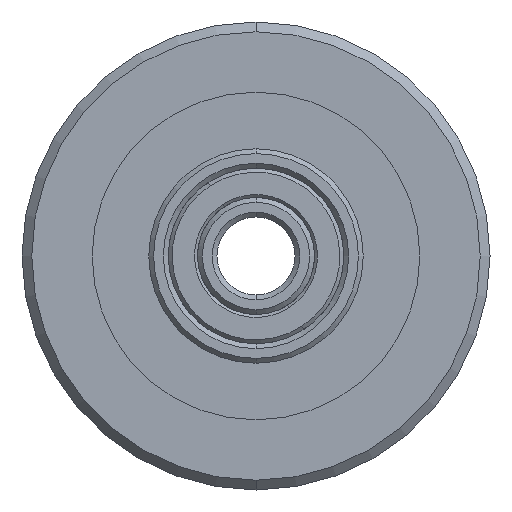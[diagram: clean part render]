
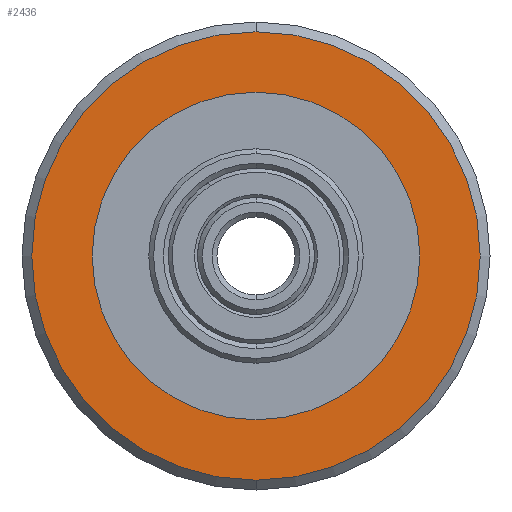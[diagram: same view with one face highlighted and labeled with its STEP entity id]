
A CAD part, front view. The second image highlights one B-rep face of the part: STEP entity #2436.
In plain terms, the highlighted planar face has unit normal (0, -1, 0).
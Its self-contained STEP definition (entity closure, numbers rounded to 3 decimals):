
#93 = VERTEX_POINT ( 'NONE', #1305 ) ;
#255 = CARTESIAN_POINT ( 'NONE',  ( 0., 4.8, 0. ) ) ;
#312 = PLANE ( 'NONE',  #399 ) ;
#354 = FACE_OUTER_BOUND ( 'NONE', #2020, .T. ) ;
#372 = VERTEX_POINT ( 'NONE', #2385 ) ;
#399 = AXIS2_PLACEMENT_3D ( 'NONE', #516, #1340, #2189 ) ;
#417 = DIRECTION ( 'NONE',  ( 0., -1., 0. ) ) ;
#441 = DIRECTION ( 'NONE',  ( 0., 0., -1. ) ) ;
#452 = CARTESIAN_POINT ( 'NONE',  ( 0., 4.8, 23. ) ) ;
#516 = CARTESIAN_POINT ( 'NONE',  ( 16.8, 4.8, 0. ) ) ;
#575 = DIRECTION ( 'NONE',  ( 0., 0., -1. ) ) ;
#625 = EDGE_CURVE ( 'NONE', #2309, #372, #1996, .T. ) ;
#632 = CIRCLE ( 'NONE', #1220, 23. ) ;
#669 = DIRECTION ( 'NONE',  ( 0., -1., 0. ) ) ;
#688 = DIRECTION ( 'NONE',  ( 0., -1., 0. ) ) ;
#696 = DIRECTION ( 'NONE',  ( 0., 0., -1. ) ) ;
#715 = EDGE_CURVE ( 'NONE', #736, #93, #632, .T. ) ;
#736 = VERTEX_POINT ( 'NONE', #452 ) ;
#752 = DIRECTION ( 'NONE',  ( 0., -1., 0. ) ) ;
#1072 = AXIS2_PLACEMENT_3D ( 'NONE', #1106, #688, #696 ) ;
#1106 = CARTESIAN_POINT ( 'NONE',  ( 0., 4.8, 0. ) ) ;
#1220 = AXIS2_PLACEMENT_3D ( 'NONE', #255, #669, #441 ) ;
#1233 = CARTESIAN_POINT ( 'NONE',  ( 0., 4.8, 0. ) ) ;
#1270 = AXIS2_PLACEMENT_3D ( 'NONE', #2246, #752, #575 ) ;
#1305 = CARTESIAN_POINT ( 'NONE',  ( 0., 4.8, -23. ) ) ;
#1317 = CARTESIAN_POINT ( 'NONE',  ( 0., 4.8, 16.8 ) ) ;
#1340 = DIRECTION ( 'NONE',  ( 0., -1., 0. ) ) ;
#1648 = ORIENTED_EDGE ( 'NONE', *, *, #625, .F. ) ;
#1674 = EDGE_CURVE ( 'NONE', #93, #736, #2498, .T. ) ;
#1690 = ORIENTED_EDGE ( 'NONE', *, *, #1674, .T. ) ;
#1691 = EDGE_CURVE ( 'NONE', #372, #2309, #2432, .T. ) ;
#1768 = ORIENTED_EDGE ( 'NONE', *, *, #1691, .F. ) ;
#1875 = DIRECTION ( 'NONE',  ( 0., 0., -1. ) ) ;
#1958 = FACE_BOUND ( 'NONE', #2263, .T. ) ;
#1996 = CIRCLE ( 'NONE', #1270, 16.8 ) ;
#2011 = AXIS2_PLACEMENT_3D ( 'NONE', #1233, #417, #1875 ) ;
#2020 = EDGE_LOOP ( 'NONE', ( #2242, #1690 ) ) ;
#2189 = DIRECTION ( 'NONE',  ( 0., 0., -1. ) ) ;
#2242 = ORIENTED_EDGE ( 'NONE', *, *, #715, .T. ) ;
#2246 = CARTESIAN_POINT ( 'NONE',  ( 0., 4.8, 0. ) ) ;
#2263 = EDGE_LOOP ( 'NONE', ( #1768, #1648 ) ) ;
#2309 = VERTEX_POINT ( 'NONE', #1317 ) ;
#2385 = CARTESIAN_POINT ( 'NONE',  ( 0., 4.8, -16.8 ) ) ;
#2432 = CIRCLE ( 'NONE', #1072, 16.8 ) ;
#2436 = ADVANCED_FACE ( 'NONE', ( #354, #1958 ), #312, .T. ) ;
#2498 = CIRCLE ( 'NONE', #2011, 23. ) ;
